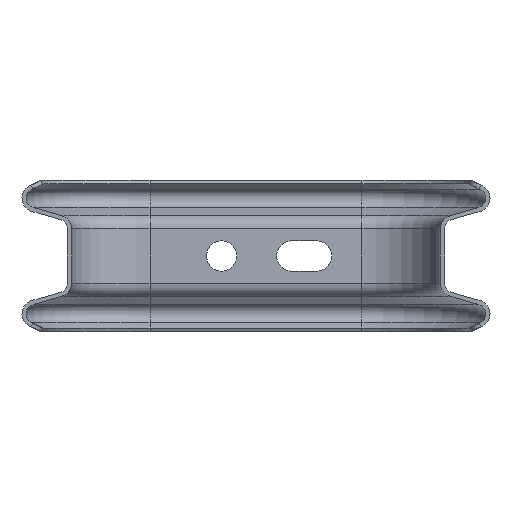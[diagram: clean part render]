
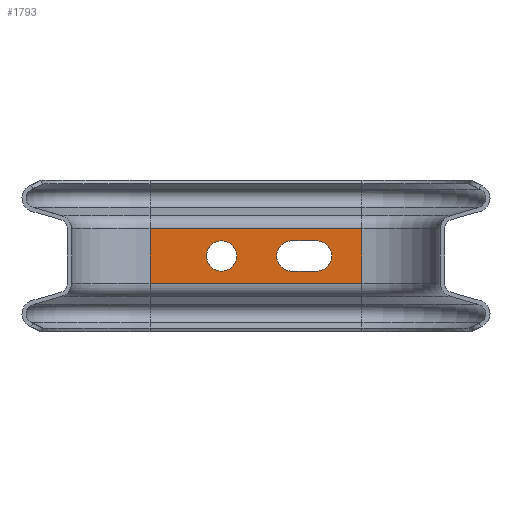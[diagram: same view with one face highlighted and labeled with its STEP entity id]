
A CAD part, left-side view. The second image highlights one B-rep face of the part: STEP entity #1793.
In plain terms, the highlighted planar face has unit normal (-1, 0, 0).
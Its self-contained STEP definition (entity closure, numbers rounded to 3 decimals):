
#14 = FACE_BOUND ( 'NONE', #1455, .T. ) ;
#289 = AXIS2_PLACEMENT_3D ( 'NONE', #2461, #5433, #1968 ) ;
#307 = AXIS2_PLACEMENT_3D ( 'NONE', #2516, #6112, #3571 ) ;
#332 = ORIENTED_EDGE ( 'NONE', *, *, #2333, .T. ) ;
#396 = LINE ( 'NONE', #2960, #5660 ) ;
#583 = CIRCLE ( 'NONE', #5236, 5.5 ) ;
#611 = CARTESIAN_POINT ( 'NONE',  ( 226.5, -56., 0. ) ) ;
#620 = ORIENTED_EDGE ( 'NONE', *, *, #3357, .F. ) ;
#730 = ORIENTED_EDGE ( 'NONE', *, *, #5994, .F. ) ;
#750 = CARTESIAN_POINT ( 'NONE',  ( 226.5, -56., -5.5 ) ) ;
#787 = DIRECTION ( 'NONE',  ( 0., 0., 1. ) ) ;
#852 = EDGE_CURVE ( 'NONE', #4410, #5972, #583, .T. ) ;
#891 = AXIS2_PLACEMENT_3D ( 'NONE', #1959, #2058, #4065 ) ;
#916 = ORIENTED_EDGE ( 'NONE', *, *, #852, .F. ) ;
#945 = EDGE_CURVE ( 'NONE', #2943, #2938, #3705, .T. ) ;
#1051 = VERTEX_POINT ( 'NONE', #6129 ) ;
#1168 = DIRECTION ( 'NONE',  ( 0., 0., 1. ) ) ;
#1355 = ORIENTED_EDGE ( 'NONE', *, *, #5099, .F. ) ;
#1409 = CARTESIAN_POINT ( 'NONE',  ( 226.5, -90.5, 5.5 ) ) ;
#1427 = DIRECTION ( 'NONE',  ( 0., -1., 0. ) ) ;
#1446 = CIRCLE ( 'NONE', #5558, 5.5 ) ;
#1455 = EDGE_LOOP ( 'NONE', ( #730, #916 ) ) ;
#1470 = CARTESIAN_POINT ( 'NONE',  ( 226.5, -90.5, -5.5 ) ) ;
#1484 = CARTESIAN_POINT ( 'NONE',  ( 226.5, -81.5, 5.5 ) ) ;
#1500 = LINE ( 'NONE', #3501, #4726 ) ;
#1671 = VECTOR ( 'NONE', #1427, 1000. ) ;
#1793 = ADVANCED_FACE ( 'NONE', ( #6439, #14, #2550 ), #4556, .F. ) ;
#1959 = CARTESIAN_POINT ( 'NONE',  ( 226.5, -30., 9.862 ) ) ;
#1968 = DIRECTION ( 'NONE',  ( 0., 0., 1. ) ) ;
#2057 = ORIENTED_EDGE ( 'NONE', *, *, #4497, .F. ) ;
#2058 = DIRECTION ( 'NONE',  ( 1., 0., 0. ) ) ;
#2110 = VERTEX_POINT ( 'NONE', #3397 ) ;
#2186 = CARTESIAN_POINT ( 'NONE',  ( 226.5, -30., -9.862 ) ) ;
#2234 = CARTESIAN_POINT ( 'NONE',  ( 226.5, -107., 9.862 ) ) ;
#2333 = EDGE_CURVE ( 'NONE', #1051, #2972, #6111, .T. ) ;
#2350 = CARTESIAN_POINT ( 'NONE',  ( 226.5, -30., 9.862 ) ) ;
#2393 = VERTEX_POINT ( 'NONE', #2350 ) ;
#2461 = CARTESIAN_POINT ( 'NONE',  ( 226.5, -56., 0. ) ) ;
#2463 = DIRECTION ( 'NONE',  ( 0., 0., 1. ) ) ;
#2516 = CARTESIAN_POINT ( 'NONE',  ( 226.5, -90.5, 0. ) ) ;
#2550 = FACE_OUTER_BOUND ( 'NONE', #4466, .T. ) ;
#2710 = ORIENTED_EDGE ( 'NONE', *, *, #2762, .F. ) ;
#2738 = CARTESIAN_POINT ( 'NONE',  ( 226.5, -30., 9.862 ) ) ;
#2762 = EDGE_CURVE ( 'NONE', #1051, #2393, #5837, .T. ) ;
#2829 = EDGE_CURVE ( 'NONE', #2938, #2110, #1446, .T. ) ;
#2931 = CARTESIAN_POINT ( 'NONE',  ( 226.5, -107., -9.862 ) ) ;
#2938 = VERTEX_POINT ( 'NONE', #1484 ) ;
#2943 = VERTEX_POINT ( 'NONE', #1409 ) ;
#2960 = CARTESIAN_POINT ( 'NONE',  ( 226.5, -107., 0. ) ) ;
#2972 = VERTEX_POINT ( 'NONE', #2931 ) ;
#2977 = DIRECTION ( 'NONE',  ( 0., -1., 0. ) ) ;
#3006 = EDGE_CURVE ( 'NONE', #2972, #3170, #396, .T. ) ;
#3050 = CARTESIAN_POINT ( 'NONE',  ( 226.5, -90.5, -5.5 ) ) ;
#3170 = VERTEX_POINT ( 'NONE', #2234 ) ;
#3214 = DIRECTION ( 'NONE',  ( 0., 1., 0. ) ) ;
#3270 = DIRECTION ( 'NONE',  ( -1., 0., 0. ) ) ;
#3357 = EDGE_CURVE ( 'NONE', #6491, #2943, #3770, .T. ) ;
#3397 = CARTESIAN_POINT ( 'NONE',  ( 226.5, -81.5, -5.5 ) ) ;
#3426 = VECTOR ( 'NONE', #6207, 1000. ) ;
#3501 = CARTESIAN_POINT ( 'NONE',  ( 226.5, -30., 9.862 ) ) ;
#3571 = DIRECTION ( 'NONE',  ( 0., 0., 1. ) ) ;
#3602 = DIRECTION ( 'NONE',  ( -1., 0., 0. ) ) ;
#3705 = LINE ( 'NONE', #5722, #5119 ) ;
#3770 = CIRCLE ( 'NONE', #307, 5.5 ) ;
#3856 = EDGE_LOOP ( 'NONE', ( #5080, #620, #2057, #6106 ) ) ;
#4065 = DIRECTION ( 'NONE',  ( 0., 0., -1. ) ) ;
#4410 = VERTEX_POINT ( 'NONE', #750 ) ;
#4436 = ORIENTED_EDGE ( 'NONE', *, *, #3006, .T. ) ;
#4466 = EDGE_LOOP ( 'NONE', ( #1355, #2710, #332, #4436 ) ) ;
#4484 = CIRCLE ( 'NONE', #289, 5.5 ) ;
#4497 = EDGE_CURVE ( 'NONE', #2110, #6491, #5419, .T. ) ;
#4556 = PLANE ( 'NONE',  #891 ) ;
#4726 = VECTOR ( 'NONE', #2977, 1000. ) ;
#5080 = ORIENTED_EDGE ( 'NONE', *, *, #945, .F. ) ;
#5099 = EDGE_CURVE ( 'NONE', #2393, #3170, #1500, .T. ) ;
#5119 = VECTOR ( 'NONE', #3214, 1000. ) ;
#5236 = AXIS2_PLACEMENT_3D ( 'NONE', #611, #3602, #1168 ) ;
#5419 = LINE ( 'NONE', #1470, #1671 ) ;
#5433 = DIRECTION ( 'NONE',  ( -1., 0., 0. ) ) ;
#5558 = AXIS2_PLACEMENT_3D ( 'NONE', #5809, #3270, #6260 ) ;
#5660 = VECTOR ( 'NONE', #2463, 1000. ) ;
#5722 = CARTESIAN_POINT ( 'NONE',  ( 226.5, -90.5, 5.5 ) ) ;
#5809 = CARTESIAN_POINT ( 'NONE',  ( 226.5, -81.5, 0. ) ) ;
#5837 = LINE ( 'NONE', #2738, #6380 ) ;
#5959 = CARTESIAN_POINT ( 'NONE',  ( 226.5, -56., 5.5 ) ) ;
#5972 = VERTEX_POINT ( 'NONE', #5959 ) ;
#5994 = EDGE_CURVE ( 'NONE', #5972, #4410, #4484, .T. ) ;
#6106 = ORIENTED_EDGE ( 'NONE', *, *, #2829, .F. ) ;
#6111 = LINE ( 'NONE', #2186, #3426 ) ;
#6112 = DIRECTION ( 'NONE',  ( -1., 0., 0. ) ) ;
#6129 = CARTESIAN_POINT ( 'NONE',  ( 226.5, -30., -9.862 ) ) ;
#6207 = DIRECTION ( 'NONE',  ( 0., -1., 0. ) ) ;
#6260 = DIRECTION ( 'NONE',  ( 0., 0., 1. ) ) ;
#6380 = VECTOR ( 'NONE', #787, 1000. ) ;
#6439 = FACE_BOUND ( 'NONE', #3856, .T. ) ;
#6491 = VERTEX_POINT ( 'NONE', #3050 ) ;
